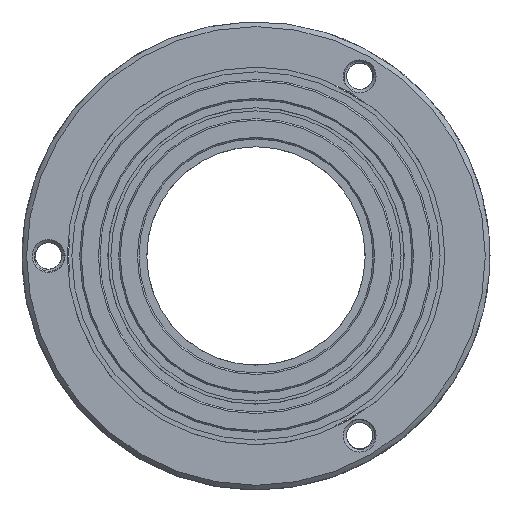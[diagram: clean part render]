
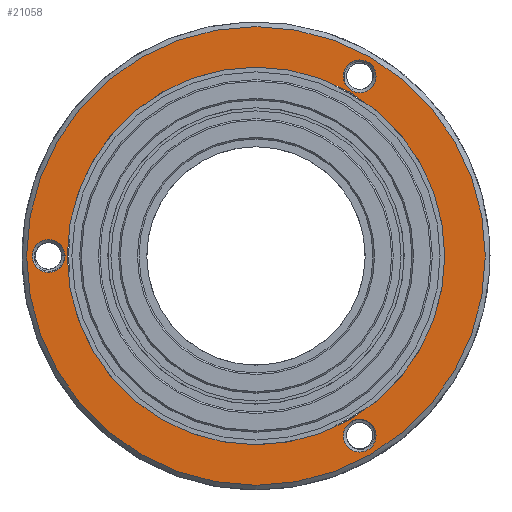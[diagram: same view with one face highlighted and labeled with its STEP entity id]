
A CAD part, left-side view. The second image highlights one B-rep face of the part: STEP entity #21058.
In plain terms, the highlighted planar face has unit normal (-1, 0, 0).
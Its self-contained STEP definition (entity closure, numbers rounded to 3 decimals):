
#127 = ORIENTED_EDGE ( 'NONE', *, *, #14535, .T. ) ;
#1174 = DIRECTION ( 'NONE',  ( -1., 0., 0. ) ) ;
#2048 = DIRECTION ( 'NONE',  ( 0., 0., -1. ) ) ;
#2157 = FACE_BOUND ( 'NONE', #4142, .T. ) ;
#2275 = DIRECTION ( 'NONE',  ( 1., 0., 0. ) ) ;
#2707 = CARTESIAN_POINT ( 'NONE',  ( 6.5, -6.65, -12.568 ) ) ;
#2838 = VERTEX_POINT ( 'NONE', #19200 ) ;
#3174 = DIRECTION ( 'NONE',  ( 0., 0., -1. ) ) ;
#3824 = DIRECTION ( 'NONE',  ( 1., 0., 0. ) ) ;
#3956 = DIRECTION ( 'NONE',  ( 0., 0., -1. ) ) ;
#4142 = EDGE_LOOP ( 'NONE', ( #15914 ) ) ;
#4286 = AXIS2_PLACEMENT_3D ( 'NONE', #5221, #1174, #3174 ) ;
#4316 = CARTESIAN_POINT ( 'NONE',  ( 6.5, 15., 0. ) ) ;
#4419 = EDGE_CURVE ( 'NONE', #26181, #26181, #4650, .T. ) ;
#4650 = CIRCLE ( 'NONE', #17452, 1.05 ) ;
#4883 = CARTESIAN_POINT ( 'NONE',  ( 6.5, -6.65, 11.518 ) ) ;
#5221 = CARTESIAN_POINT ( 'NONE',  ( 6.5, 0., 0. ) ) ;
#6795 = CIRCLE ( 'NONE', #8504, 1.05 ) ;
#7534 = CARTESIAN_POINT ( 'NONE',  ( 6.5, 0., -14.7 ) ) ;
#8376 = AXIS2_PLACEMENT_3D ( 'NONE', #20401, #24437, #2048 ) ;
#8504 = AXIS2_PLACEMENT_3D ( 'NONE', #4883, #25499, #19348 ) ;
#8619 = EDGE_LOOP ( 'NONE', ( #13449 ) ) ;
#8854 = EDGE_LOOP ( 'NONE', ( #25331 ) ) ;
#9063 = DIRECTION ( 'NONE',  ( 0., 0., 1. ) ) ;
#10342 = FACE_BOUND ( 'NONE', #21845, .T. ) ;
#11299 = CARTESIAN_POINT ( 'NONE',  ( 6.5, 13.3, -1.05 ) ) ;
#11570 = CARTESIAN_POINT ( 'NONE',  ( 6.5, 0., 12.1 ) ) ;
#13449 = ORIENTED_EDGE ( 'NONE', *, *, #23823, .T. ) ;
#14392 = CIRCLE ( 'NONE', #8376, 1.05 ) ;
#14529 = FACE_BOUND ( 'NONE', #8854, .T. ) ;
#14535 = EDGE_CURVE ( 'NONE', #2838, #2838, #6795, .T. ) ;
#15854 = CIRCLE ( 'NONE', #4286, 14.7 ) ;
#15914 = ORIENTED_EDGE ( 'NONE', *, *, #4419, .T. ) ;
#16563 = AXIS2_PLACEMENT_3D ( 'NONE', #4316, #2275, #18629 ) ;
#17452 = AXIS2_PLACEMENT_3D ( 'NONE', #26452, #3824, #3956 ) ;
#18197 = CIRCLE ( 'NONE', #23336, 12.1 ) ;
#18629 = DIRECTION ( 'NONE',  ( 0., 0., -1. ) ) ;
#19161 = EDGE_LOOP ( 'NONE', ( #19389 ) ) ;
#19200 = CARTESIAN_POINT ( 'NONE',  ( 6.5, -6.65, 10.468 ) ) ;
#19230 = DIRECTION ( 'NONE',  ( -1., 0., 0. ) ) ;
#19348 = DIRECTION ( 'NONE',  ( 0., 0., -1. ) ) ;
#19389 = ORIENTED_EDGE ( 'NONE', *, *, #26226, .F. ) ;
#19596 = VERTEX_POINT ( 'NONE', #11299 ) ;
#20401 = CARTESIAN_POINT ( 'NONE',  ( 6.5, 13.3, 0. ) ) ;
#20510 = FACE_OUTER_BOUND ( 'NONE', #8619, .T. ) ;
#21058 = ADVANCED_FACE ( 'NONE', ( #20510, #2157, #10342, #14529, #22664 ), #24275, .F. ) ;
#21245 = CARTESIAN_POINT ( 'NONE',  ( 6.5, 0., 0. ) ) ;
#21845 = EDGE_LOOP ( 'NONE', ( #127 ) ) ;
#21881 = VERTEX_POINT ( 'NONE', #7534 ) ;
#22664 = FACE_BOUND ( 'NONE', #19161, .T. ) ;
#23336 = AXIS2_PLACEMENT_3D ( 'NONE', #21245, #19230, #9063 ) ;
#23620 = VERTEX_POINT ( 'NONE', #11570 ) ;
#23823 = EDGE_CURVE ( 'NONE', #21881, #21881, #15854, .T. ) ;
#24275 = PLANE ( 'NONE',  #16563 ) ;
#24437 = DIRECTION ( 'NONE',  ( 1., 0., 0. ) ) ;
#25331 = ORIENTED_EDGE ( 'NONE', *, *, #26479, .T. ) ;
#25499 = DIRECTION ( 'NONE',  ( 1., 0., 0. ) ) ;
#26181 = VERTEX_POINT ( 'NONE', #2707 ) ;
#26226 = EDGE_CURVE ( 'NONE', #23620, #23620, #18197, .T. ) ;
#26452 = CARTESIAN_POINT ( 'NONE',  ( 6.5, -6.65, -11.518 ) ) ;
#26479 = EDGE_CURVE ( 'NONE', #19596, #19596, #14392, .T. ) ;
